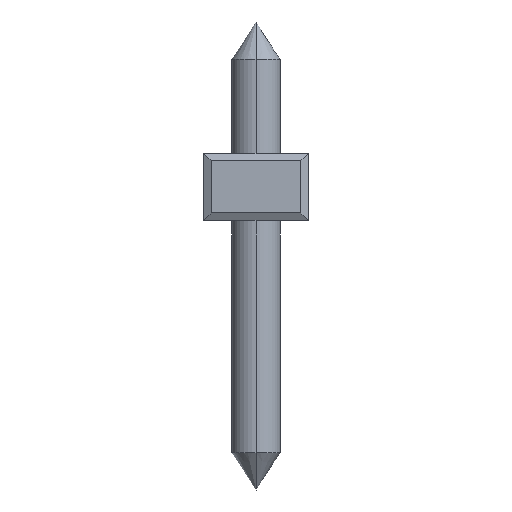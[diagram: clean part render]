
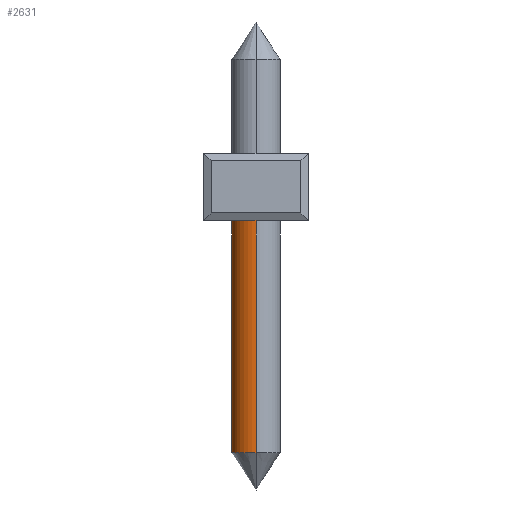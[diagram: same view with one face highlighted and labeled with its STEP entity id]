
A CAD part, front view. The second image highlights one B-rep face of the part: STEP entity #2631.
In plain terms, the highlighted cylindrical face has radius 0.65 mm (diameter 1.3 mm), a partial arc.
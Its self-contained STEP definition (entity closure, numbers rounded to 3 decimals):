
#773=CARTESIAN_POINT('',(1.4,-17.5,0.2));
#774=DIRECTION('',(0.,0.,1.));
#775=DIRECTION('',(0.,1.,0.));
#776=AXIS2_PLACEMENT_3D('',#773,#774,#775);
#783=CARTESIAN_POINT('',(1.4,-17.5,-6.2));
#784=DIRECTION('',(0.,0.,1.));
#785=DIRECTION('',(0.,1.,0.));
#786=AXIS2_PLACEMENT_3D('',#783,#784,#785);
#788=DIRECTION('',(0.,0.,1.));
#789=VECTOR('',#788,6.4);
#790=CARTESIAN_POINT('',(1.4,-16.85,-6.2));
#791=LINE('',#790,#789);
#797=DIRECTION('',(0.,0.,1.));
#798=VECTOR('',#797,6.4);
#799=CARTESIAN_POINT('',(1.4,-18.15,-6.2));
#800=LINE('',#799,#798);
#1422=CARTESIAN_POINT('',(1.4,-16.85,-6.2));
#1424=VERTEX_POINT('',#1422);
#1429=CARTESIAN_POINT('',(1.4,-18.15,-6.2));
#1430=VERTEX_POINT('',#1429);
#1433=CARTESIAN_POINT('',(1.4,-16.85,0.2));
#1434=CARTESIAN_POINT('',(1.4,-18.15,0.2));
#1435=VERTEX_POINT('',#1433);
#1436=VERTEX_POINT('',#1434);
#2617=CARTESIAN_POINT('',(1.4,-17.5,-7.825));
#2618=DIRECTION('',(0.,0.,1.));
#2619=DIRECTION('',(0.,1.,0.));
#2620=AXIS2_PLACEMENT_3D('',#2617,#2618,#2619);
#2621=CYLINDRICAL_SURFACE('',#2620,0.65);
#2622=ORIENTED_EDGE('',*,*,#2598,.T.);
#2624=ORIENTED_EDGE('',*,*,#2623,.F.);
#2626=ORIENTED_EDGE('',*,*,#2625,.F.);
#2628=ORIENTED_EDGE('',*,*,#2627,.T.);
#2629=EDGE_LOOP('',(#2622,#2624,#2626,#2628));
#2630=FACE_OUTER_BOUND('',#2629,.F.);
#2631=ADVANCED_FACE('',(#2630),#2621,.T.);
#777=CIRCLE('',#776,0.65);
#787=CIRCLE('',#786,0.65);
#2598=EDGE_CURVE('',#1435,#1436,#777,.T.);
#2623=EDGE_CURVE('',#1430,#1436,#800,.T.);
#2625=EDGE_CURVE('',#1424,#1430,#787,.T.);
#2627=EDGE_CURVE('',#1424,#1435,#791,.T.);
